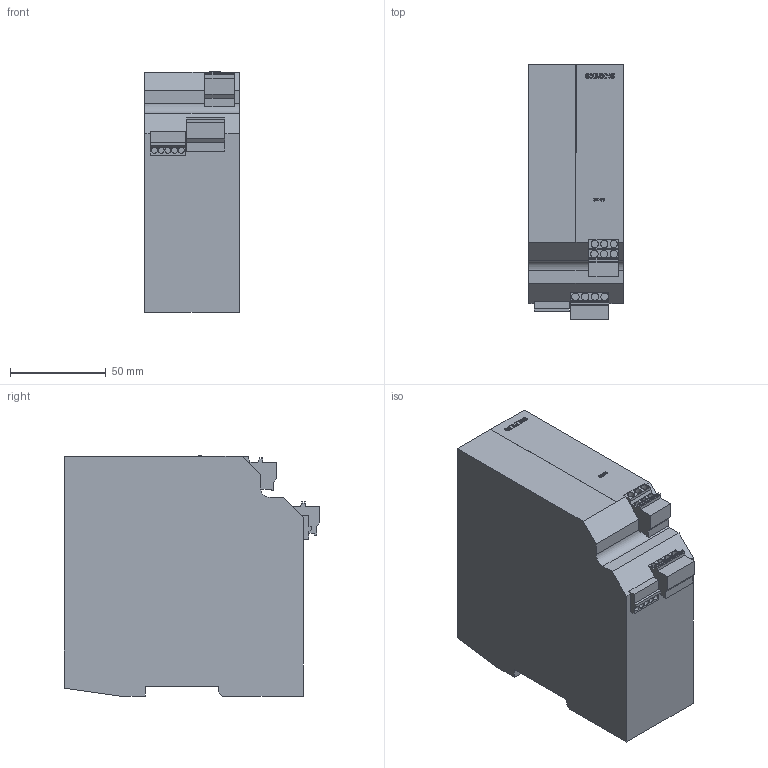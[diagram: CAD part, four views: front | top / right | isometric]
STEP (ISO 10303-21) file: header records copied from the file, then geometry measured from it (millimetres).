
FILE_DESCRIPTION(('STEP AP214'),'1');
FILE_NAME('cctmp_9A08115A-1824-449B-A14A-283EAE8DE833_2023_07_21_11_28_12_0442..stp','2023-07-21T09:28:12',('SIEMENS A&D'),('CADClick - www.CADClick.com'),'Spatial InterOp 3D postprocessed',' ','unknown authorization');
FILE_SCHEMA(('AUTOMOTIVE_DESIGN'));
Length unit declared in the file: millimetre
Products named in the file (1): 2023_07_21_11_28_12_0427
Bounding box: 49.45 x 133.5 x 125.54 mm (x, y, z)
Volume: 738678 mm3; surface area: 56279.6 mm2
Topology: 1 solids, 1 shells, 296 faces, 800 edges, 530 vertices
Faces by surface type: plane 199, bspline 66, cylinder 31
Entity records: 13719 total; most frequent: CARTESIAN_POINT 5717, ORIENTED_EDGE 1600, DIRECTION 1204, EDGE_CURVE 800, LINE 594, VECTOR 594, VERTEX_POINT 530, EDGE_LOOP 320
